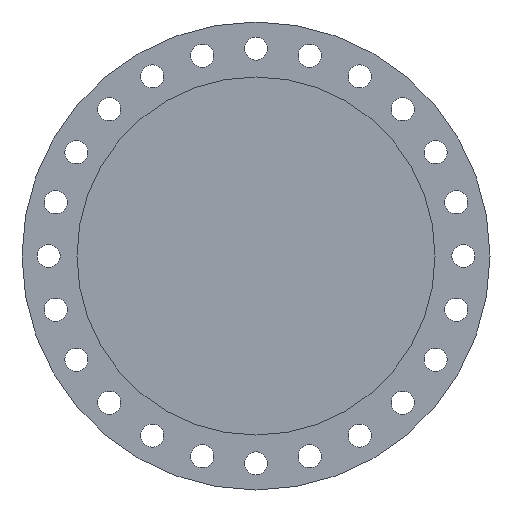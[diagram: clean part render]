
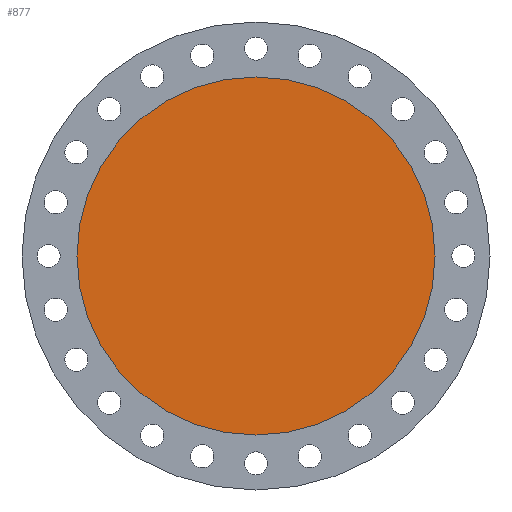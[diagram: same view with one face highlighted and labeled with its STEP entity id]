
A CAD part, left-side view. The second image highlights one B-rep face of the part: STEP entity #877.
In plain terms, the highlighted planar face has unit normal (-1, 0, 0).
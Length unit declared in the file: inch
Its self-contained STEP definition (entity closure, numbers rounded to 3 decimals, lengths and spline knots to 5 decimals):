
#71 = CIRCLE ( 'NONE', #496, 12.625 ) ;
#109 = FACE_OUTER_BOUND ( 'NONE', #979, .T. ) ;
#142 = DIRECTION ( 'NONE',  ( 0., 0., 1. ) ) ;
#439 = DIRECTION ( 'NONE',  ( -1., 0., 0. ) ) ;
#454 = DIRECTION ( 'NONE',  ( 0., 0., 1. ) ) ;
#476 = VERTEX_POINT ( 'NONE', #637 ) ;
#496 = AXIS2_PLACEMENT_3D ( 'NONE', #1868, #439, #773 ) ;
#521 = AXIS2_PLACEMENT_3D ( 'NONE', #1410, #1069, #454 ) ;
#580 = CARTESIAN_POINT ( 'NONE',  ( 0., 0., 0. ) ) ;
#637 = CARTESIAN_POINT ( 'NONE',  ( 0., 0., 12.625 ) ) ;
#758 = DIRECTION ( 'NONE',  ( -1., 0., 0. ) ) ;
#773 = DIRECTION ( 'NONE',  ( 0., 0., 1. ) ) ;
#831 = CARTESIAN_POINT ( 'NONE',  ( 0., 0., -12.625 ) ) ;
#877 = ADVANCED_FACE ( 'NONE', ( #109 ), #921, .T. ) ;
#921 = PLANE ( 'NONE',  #1705 ) ;
#979 = EDGE_LOOP ( 'NONE', ( #1414, #1956 ) ) ;
#1069 = DIRECTION ( 'NONE',  ( -1., 0., 0. ) ) ;
#1152 = EDGE_CURVE ( 'NONE', #476, #1382, #1937, .T. ) ;
#1382 = VERTEX_POINT ( 'NONE', #831 ) ;
#1410 = CARTESIAN_POINT ( 'NONE',  ( 0., 0., 0. ) ) ;
#1414 = ORIENTED_EDGE ( 'NONE', *, *, #1152, .T. ) ;
#1576 = EDGE_CURVE ( 'NONE', #1382, #476, #71, .T. ) ;
#1705 = AXIS2_PLACEMENT_3D ( 'NONE', #580, #758, #142 ) ;
#1868 = CARTESIAN_POINT ( 'NONE',  ( 0., 0., 0. ) ) ;
#1937 = CIRCLE ( 'NONE', #521, 12.625 ) ;
#1956 = ORIENTED_EDGE ( 'NONE', *, *, #1576, .T. ) ;
